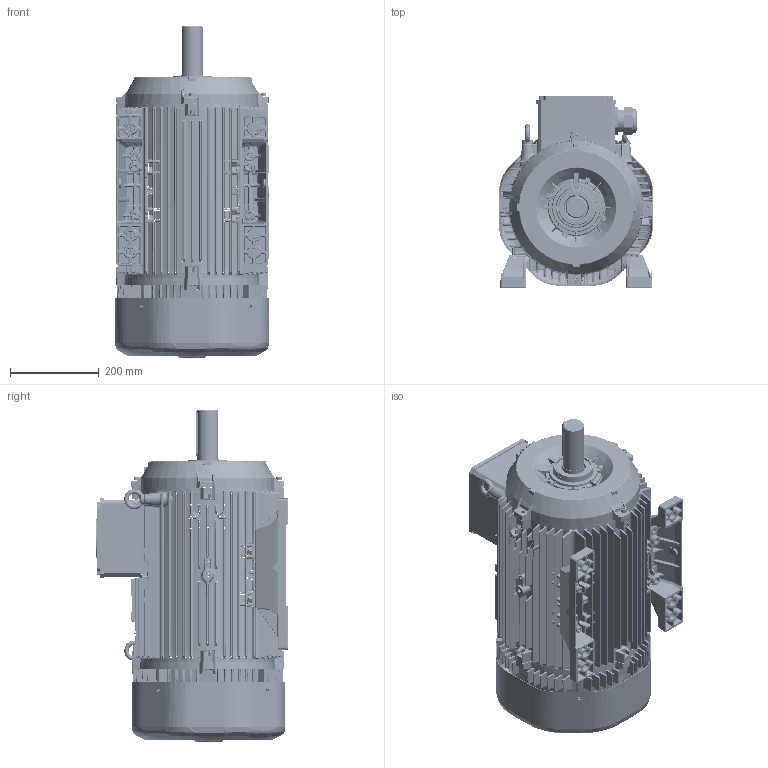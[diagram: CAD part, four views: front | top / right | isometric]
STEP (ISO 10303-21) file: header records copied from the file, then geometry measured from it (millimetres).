
FILE_DESCRIPTION(/* description */ (''),/* implementation_level */ '2;1');
FILE_NAME(/* name */ 'QH180_B3 (DEEP COVER).stp',/* time_stamp */ '2024-07-31T16:52:46+03:00',/* author */ (''),/* organization */ (''),/* preprocessor_version */ 'ST-DEVELOPER v18.102',/* originating_system */ 'SIEMENS PLM Software NX2206.8101',/* authorisation */ '');
FILE_SCHEMA (('AP203_CONFIGURATION_CONTROLLED_3D_DESIGN_OF_MECHANICAL_PARTS_AND_ASSEMBLIES_MIM_LF { 1 0 10303 403 2 1 2}'));
Products named in the file (1): 001_objects
Bounding box: 347.31 x 433 x 749.5 mm (x, y, z)
Surface area: 2270126.4 mm2 (no closed solid volume)
Topology: 0 solids, 106 shells, 7665 faces, 28464 edges, 18584 vertices
Faces by surface type: cylinder 2800, plane 2558, torus 866, bspline 684, cone 380, sphere 376, revolution 1
Full cylindrical faces by diameter (mm): 5.5 x2, 5.6 x4, 8 x1, 22 x2, 25 x2, 25.05 x2, 48 x1, 50 x1, 51 x1, 51.2 x2, 55 x2, 80 x3, 82 x1, 86.96 x1, 110 x1, 118 x1
Entity records: 339550 total; most frequent: CARTESIAN_POINT 121332, ORIENTED_EDGE 42720, DIRECTION 41265, EDGE_CURVE 28098, VERTEX_POINT 18555, AXIS2_PLACEMENT_3D 14851, LINE 11562, VECTOR 11562
